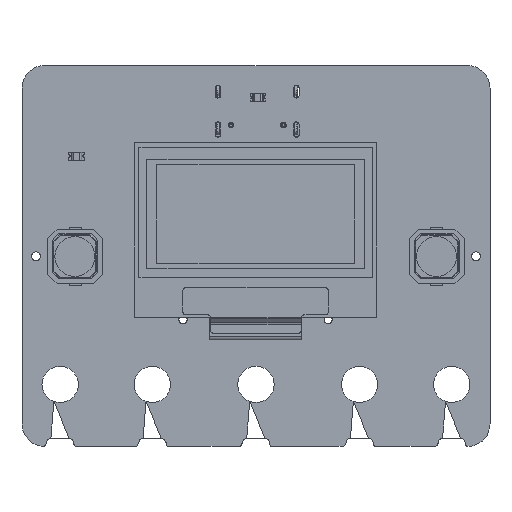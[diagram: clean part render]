
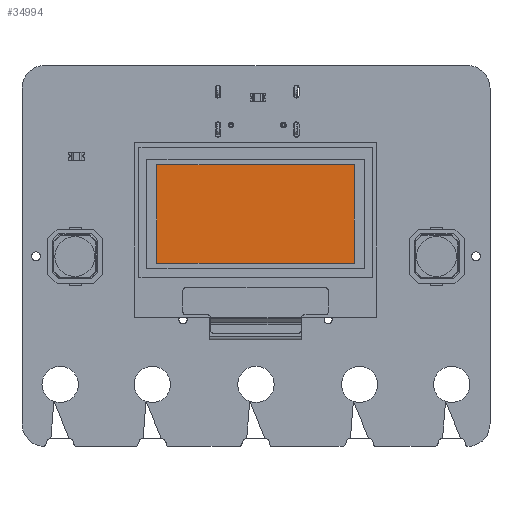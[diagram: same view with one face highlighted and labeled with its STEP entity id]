
A CAD part, top view. The second image highlights one B-rep face of the part: STEP entity #34994.
In plain terms, the highlighted face is planar.
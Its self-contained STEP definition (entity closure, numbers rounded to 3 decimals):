
#34954 = EDGE_CURVE('',#34955,#34957,#34959,.T.);
#34955 = VERTEX_POINT('',#34956);
#34956 = CARTESIAN_POINT('',(2.481,1.26,2.441));
#34957 = VERTEX_POINT('',#34958);
#34958 = CARTESIAN_POINT('',(24.219,1.26,2.441));
#34959 = B_SPLINE_CURVE_WITH_KNOTS('',3,(#34960,#34961,#34962,#34963),
  .UNSPECIFIED.,.F.,.F.,(4,4),(0.,1.),.PIECEWISE_BEZIER_KNOTS.);
#34960 = CARTESIAN_POINT('',(2.481,1.26,2.441));
#34961 = CARTESIAN_POINT('',(9.727,1.26,2.441));
#34962 = CARTESIAN_POINT('',(16.973,1.26,2.441));
#34963 = CARTESIAN_POINT('',(24.219,1.26,2.441));
#34965 = EDGE_CURVE('',#34957,#34966,#34968,.T.);
#34966 = VERTEX_POINT('',#34967);
#34967 = CARTESIAN_POINT('',(24.219,1.26,13.299));
#34968 = B_SPLINE_CURVE_WITH_KNOTS('',3,(#34969,#34970,#34971,#34972),
  .UNSPECIFIED.,.F.,.F.,(4,4),(0.,1.),.PIECEWISE_BEZIER_KNOTS.);
#34969 = CARTESIAN_POINT('',(24.219,1.26,2.441));
#34970 = CARTESIAN_POINT('',(24.219,1.26,6.06));
#34971 = CARTESIAN_POINT('',(24.219,1.26,9.68));
#34972 = CARTESIAN_POINT('',(24.219,1.26,13.299));
#34974 = EDGE_CURVE('',#34966,#34975,#34977,.T.);
#34975 = VERTEX_POINT('',#34976);
#34976 = CARTESIAN_POINT('',(2.481,1.26,13.299));
#34977 = B_SPLINE_CURVE_WITH_KNOTS('',3,(#34978,#34979,#34980,#34981),
  .UNSPECIFIED.,.F.,.F.,(4,4),(0.,1.),.PIECEWISE_BEZIER_KNOTS.);
#34978 = CARTESIAN_POINT('',(24.219,1.26,13.299));
#34979 = CARTESIAN_POINT('',(16.973,1.26,13.299));
#34980 = CARTESIAN_POINT('',(9.727,1.26,13.299));
#34981 = CARTESIAN_POINT('',(2.481,1.26,13.299));
#34983 = EDGE_CURVE('',#34975,#34955,#34984,.T.);
#34984 = B_SPLINE_CURVE_WITH_KNOTS('',3,(#34985,#34986,#34987,#34988),
  .UNSPECIFIED.,.F.,.F.,(4,4),(0.,1.),.PIECEWISE_BEZIER_KNOTS.);
#34985 = CARTESIAN_POINT('',(2.481,1.26,13.299));
#34986 = CARTESIAN_POINT('',(2.481,1.26,9.68));
#34987 = CARTESIAN_POINT('',(2.481,1.26,6.06));
#34988 = CARTESIAN_POINT('',(2.481,1.26,2.441));
#34994 = ADVANCED_FACE('',(#34995),#35001,.T.);
#34995 = FACE_BOUND('',#34996,.T.);
#34996 = EDGE_LOOP('',(#34997,#34998,#34999,#35000));
#34997 = ORIENTED_EDGE('',*,*,#34954,.F.);
#34998 = ORIENTED_EDGE('',*,*,#34983,.F.);
#34999 = ORIENTED_EDGE('',*,*,#34974,.F.);
#35000 = ORIENTED_EDGE('',*,*,#34965,.F.);
#35001 = PLANE('',#35002);
#35002 = AXIS2_PLACEMENT_3D('',#35003,#35004,#35005);
#35003 = CARTESIAN_POINT('',(13.35,1.26,7.87));
#35004 = DIRECTION('',(0.,1.,0.));
#35005 = DIRECTION('',(0.,-0.,1.));
